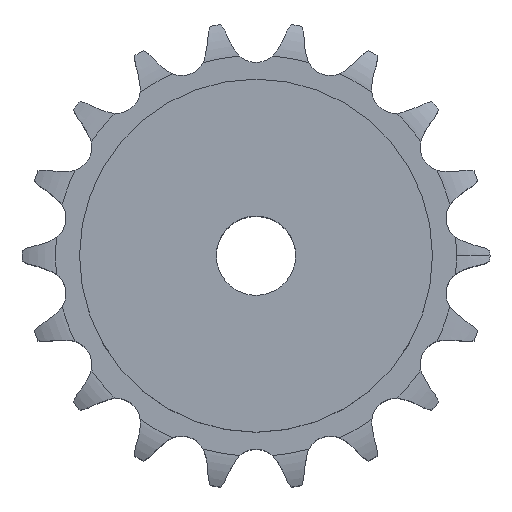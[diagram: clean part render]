
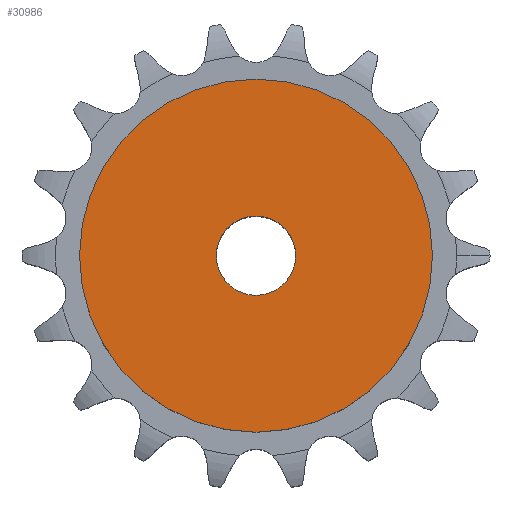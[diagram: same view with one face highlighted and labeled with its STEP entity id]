
A CAD part, top view. The second image highlights one B-rep face of the part: STEP entity #30986.
In plain terms, the highlighted planar face has unit normal (0, 0, 1).
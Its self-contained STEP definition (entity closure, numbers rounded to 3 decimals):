
#16716 = CYLINDRICAL_SURFACE('',#16717,10.);
#16717 = AXIS2_PLACEMENT_3D('',#16718,#16719,#16720);
#16718 = CARTESIAN_POINT('',(0.,0.,196.352));
#16719 = DIRECTION('',(0.,0.,1.));
#16720 = DIRECTION('',(1.,0.,0.));
#21308 = EDGE_CURVE('',#21309,#21309,#21311,.T.);
#21309 = VERTEX_POINT('',#21310);
#21310 = CARTESIAN_POINT('',(10.,0.,70.));
#21311 = SURFACE_CURVE('',#21312,(#21317,#21324),.PCURVE_S1.);
#21312 = CIRCLE('',#21313,10.);
#21313 = AXIS2_PLACEMENT_3D('',#21314,#21315,#21316);
#21314 = CARTESIAN_POINT('',(0.,0.,70.));
#21315 = DIRECTION('',(0.,0.,1.));
#21316 = DIRECTION('',(1.,0.,0.));
#21317 = PCURVE('',#16716,#21318);
#21318 = DEFINITIONAL_REPRESENTATION('',(#21319),#21323);
#21319 = LINE('',#21320,#21321);
#21320 = CARTESIAN_POINT('',(0.,-126.352));
#21321 = VECTOR('',#21322,1.);
#21322 = DIRECTION('',(1.,0.));
#21323 = ( GEOMETRIC_REPRESENTATION_CONTEXT(2) 
PARAMETRIC_REPRESENTATION_CONTEXT() REPRESENTATION_CONTEXT('2D SPACE',''
  ) );
#21324 = PCURVE('',#21325,#21330);
#21325 = PLANE('',#21326);
#21326 = AXIS2_PLACEMENT_3D('',#21327,#21328,#21329);
#21327 = CARTESIAN_POINT('',(0.,0.,70.));
#21328 = DIRECTION('',(0.,0.,1.));
#21329 = DIRECTION('',(1.,0.,0.));
#21330 = DEFINITIONAL_REPRESENTATION('',(#21331),#21335);
#21331 = CIRCLE('',#21332,10.);
#21332 = AXIS2_PLACEMENT_2D('',#21333,#21334);
#21333 = CARTESIAN_POINT('',(0.,0.));
#21334 = DIRECTION('',(1.,0.));
#21335 = ( GEOMETRIC_REPRESENTATION_CONTEXT(2) 
PARAMETRIC_REPRESENTATION_CONTEXT() REPRESENTATION_CONTEXT('2D SPACE',''
  ) );
#30986 = ADVANCED_FACE('',(#30987,#31018),#21325,.T.);
#30987 = FACE_BOUND('',#30988,.T.);
#30988 = EDGE_LOOP('',(#30989));
#30989 = ORIENTED_EDGE('',*,*,#30990,.T.);
#30990 = EDGE_CURVE('',#30991,#30991,#30993,.T.);
#30991 = VERTEX_POINT('',#30992);
#30992 = CARTESIAN_POINT('',(44.5,0.,70.));
#30993 = SURFACE_CURVE('',#30994,(#30999,#31006),.PCURVE_S1.);
#30994 = CIRCLE('',#30995,44.5);
#30995 = AXIS2_PLACEMENT_3D('',#30996,#30997,#30998);
#30996 = CARTESIAN_POINT('',(0.,0.,70.));
#30997 = DIRECTION('',(0.,0.,1.));
#30998 = DIRECTION('',(1.,0.,0.));
#30999 = PCURVE('',#21325,#31000);
#31000 = DEFINITIONAL_REPRESENTATION('',(#31001),#31005);
#31001 = CIRCLE('',#31002,44.5);
#31002 = AXIS2_PLACEMENT_2D('',#31003,#31004);
#31003 = CARTESIAN_POINT('',(0.,0.));
#31004 = DIRECTION('',(1.,0.));
#31005 = ( GEOMETRIC_REPRESENTATION_CONTEXT(2) 
PARAMETRIC_REPRESENTATION_CONTEXT() REPRESENTATION_CONTEXT('2D SPACE',''
  ) );
#31006 = PCURVE('',#31007,#31012);
#31007 = CYLINDRICAL_SURFACE('',#31008,44.5);
#31008 = AXIS2_PLACEMENT_3D('',#31009,#31010,#31011);
#31009 = CARTESIAN_POINT('',(0.,0.,0.));
#31010 = DIRECTION('',(-0.,-0.,-1.));
#31011 = DIRECTION('',(1.,0.,0.));
#31012 = DEFINITIONAL_REPRESENTATION('',(#31013),#31017);
#31013 = LINE('',#31014,#31015);
#31014 = CARTESIAN_POINT('',(-0.,-70.));
#31015 = VECTOR('',#31016,1.);
#31016 = DIRECTION('',(-1.,0.));
#31017 = ( GEOMETRIC_REPRESENTATION_CONTEXT(2) 
PARAMETRIC_REPRESENTATION_CONTEXT() REPRESENTATION_CONTEXT('2D SPACE',''
  ) );
#31018 = FACE_BOUND('',#31019,.T.);
#31019 = EDGE_LOOP('',(#31020));
#31020 = ORIENTED_EDGE('',*,*,#21308,.F.);
